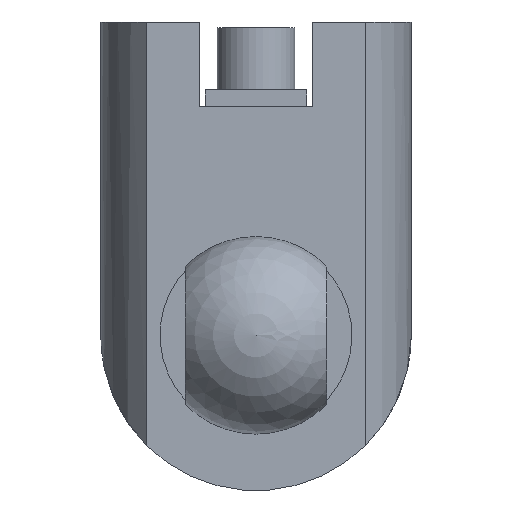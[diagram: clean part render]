
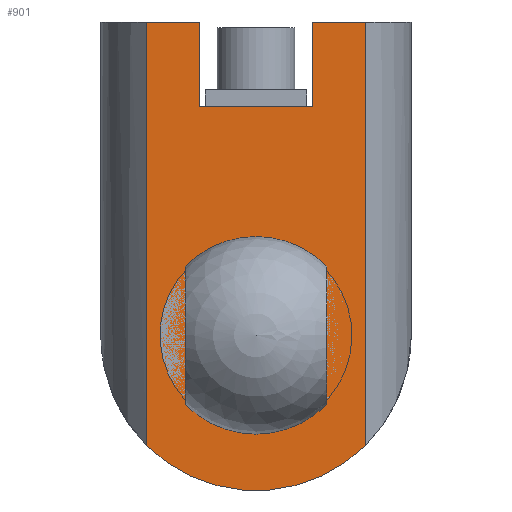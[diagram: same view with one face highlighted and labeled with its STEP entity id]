
A CAD part, front view. The second image highlights one B-rep face of the part: STEP entity #901.
In plain terms, the highlighted planar face has unit normal (0, -1, 0).
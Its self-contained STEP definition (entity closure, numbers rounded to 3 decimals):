
#79=PLANE('',#1005);
#112=FACE_OUTER_BOUND('',#169,.T.);
#169=EDGE_LOOP('',(#651,#652,#653,#654,#655,#656,#657,#658));
#249=LINE('',#1455,#302);
#250=LINE('',#1459,#303);
#257=LINE('',#1482,#310);
#258=LINE('',#1484,#311);
#259=LINE('',#1486,#312);
#260=LINE('',#1488,#313);
#261=LINE('',#1489,#314);
#302=VECTOR('',#1137,10.);
#303=VECTOR('',#1140,10.);
#310=VECTOR('',#1163,10.);
#311=VECTOR('',#1164,10.);
#312=VECTOR('',#1165,10.);
#313=VECTOR('',#1166,10.);
#314=VECTOR('',#1167,10.);
#357=CIRCLE('',#1004,27.5);
#419=VERTEX_POINT('',#1447);
#422=VERTEX_POINT('',#1453);
#423=VERTEX_POINT('',#1457);
#424=VERTEX_POINT('',#1458);
#432=VERTEX_POINT('',#1481);
#433=VERTEX_POINT('',#1483);
#434=VERTEX_POINT('',#1485);
#435=VERTEX_POINT('',#1487);
#507=EDGE_CURVE('',#419,#422,#249,.T.);
#508=EDGE_CURVE('',#423,#424,#250,.T.);
#519=EDGE_CURVE('',#422,#423,#357,.T.);
#520=EDGE_CURVE('',#424,#432,#257,.T.);
#521=EDGE_CURVE('',#432,#433,#258,.T.);
#522=EDGE_CURVE('',#433,#434,#259,.T.);
#523=EDGE_CURVE('',#434,#435,#260,.T.);
#524=EDGE_CURVE('',#435,#419,#261,.T.);
#651=ORIENTED_EDGE('',*,*,#508,.T.);
#652=ORIENTED_EDGE('',*,*,#520,.T.);
#653=ORIENTED_EDGE('',*,*,#521,.T.);
#654=ORIENTED_EDGE('',*,*,#522,.T.);
#655=ORIENTED_EDGE('',*,*,#523,.T.);
#656=ORIENTED_EDGE('',*,*,#524,.T.);
#657=ORIENTED_EDGE('',*,*,#507,.T.);
#658=ORIENTED_EDGE('',*,*,#519,.T.);
#901=ADVANCED_FACE('',(#112),#79,.F.);
#1004=AXIS2_PLACEMENT_3D('',#1479,#1159,#1160);
#1005=AXIS2_PLACEMENT_3D('',#1480,#1161,#1162);
#1137=DIRECTION('',(0.,0.,-1.));
#1140=DIRECTION('',(0.,0.,1.));
#1159=DIRECTION('center_axis',(0.,-1.,0.));
#1160=DIRECTION('ref_axis',(1.,0.,0.));
#1161=DIRECTION('center_axis',(0.,1.,0.));
#1162=DIRECTION('ref_axis',(1.,0.,0.));
#1163=DIRECTION('',(-1.,0.,0.));
#1164=DIRECTION('',(0.,0.,-1.));
#1165=DIRECTION('',(-1.,0.,0.));
#1166=DIRECTION('',(0.,0.,1.));
#1167=DIRECTION('',(-1.,0.,0.));
#1447=CARTESIAN_POINT('',(-19.391,-19.5,55.5));
#1453=CARTESIAN_POINT('',(-19.391,-19.5,-19.5));
#1455=CARTESIAN_POINT('',(-19.391,-19.5,0.));
#1457=CARTESIAN_POINT('',(19.391,-19.5,-19.5));
#1458=CARTESIAN_POINT('',(19.391,-19.5,55.5));
#1459=CARTESIAN_POINT('',(19.391,-19.5,0.));
#1479=CARTESIAN_POINT('Origin',(0.,-19.5,0.));
#1480=CARTESIAN_POINT('Origin',(0.,-19.5,14.));
#1481=CARTESIAN_POINT('',(10.,-19.5,55.5));
#1482=CARTESIAN_POINT('',(10.,-19.5,55.5));
#1483=CARTESIAN_POINT('',(10.,-19.5,40.5));
#1484=CARTESIAN_POINT('',(10.,-19.5,40.5));
#1485=CARTESIAN_POINT('',(-10.,-19.5,40.5));
#1486=CARTESIAN_POINT('',(-10.,-19.5,40.5));
#1487=CARTESIAN_POINT('',(-10.,-19.5,55.5));
#1488=CARTESIAN_POINT('',(-10.,-19.5,55.5));
#1489=CARTESIAN_POINT('',(-27.5,-19.5,55.5));
